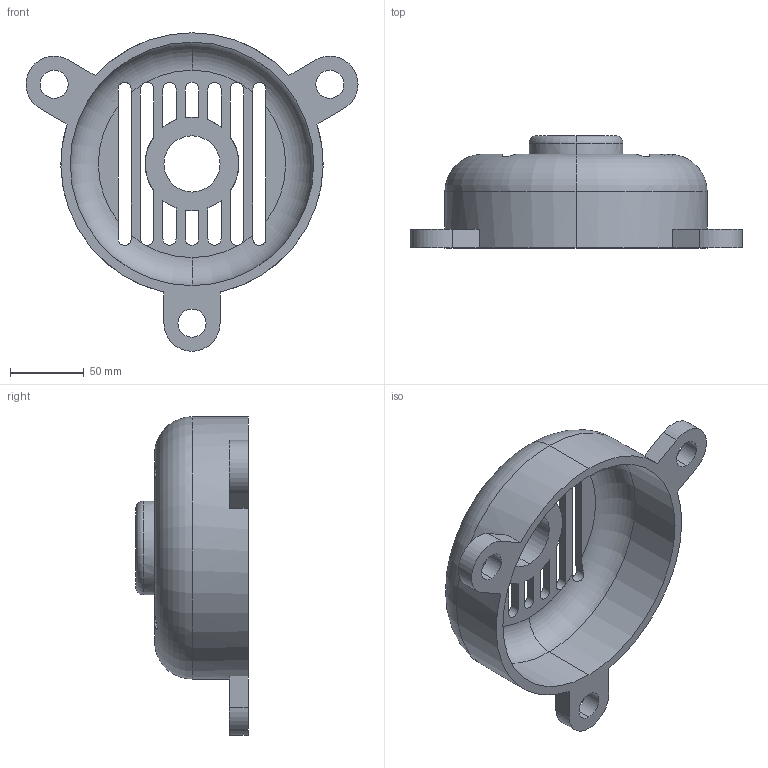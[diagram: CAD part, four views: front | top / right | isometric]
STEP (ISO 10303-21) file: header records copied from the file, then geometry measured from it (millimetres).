
FILE_DESCRIPTION (( 'STEP AP214' ), '1' );
FILE_NAME ('Cover.STEP', '2025-02-04T12:21:08', ( '' ), ( '' ), 'SwSTEP 2.0', 'SolidWorks 2024', '' );
FILE_SCHEMA (( 'AUTOMOTIVE_DESIGN' ));
Length unit declared in the file: inch
Products named in the file (1): Cover
Bounding box: 225.07 x 76.2 x 215.9 mm (x, y, z)
Volume: 344642.3 mm3; surface area: 115648.9 mm2
Topology: 1 solids, 1 shells, 89 faces, 294 edges, 194 vertices
Faces by surface type: plane 44, cylinder 39, torus 6
Entity records: 3681 total; most frequent: CARTESIAN_POINT 984, ORIENTED_EDGE 588, DIRECTION 562, EDGE_CURVE 294, AXIS2_PLACEMENT_3D 214, VERTEX_POINT 194, VECTOR 134, LINE 134
